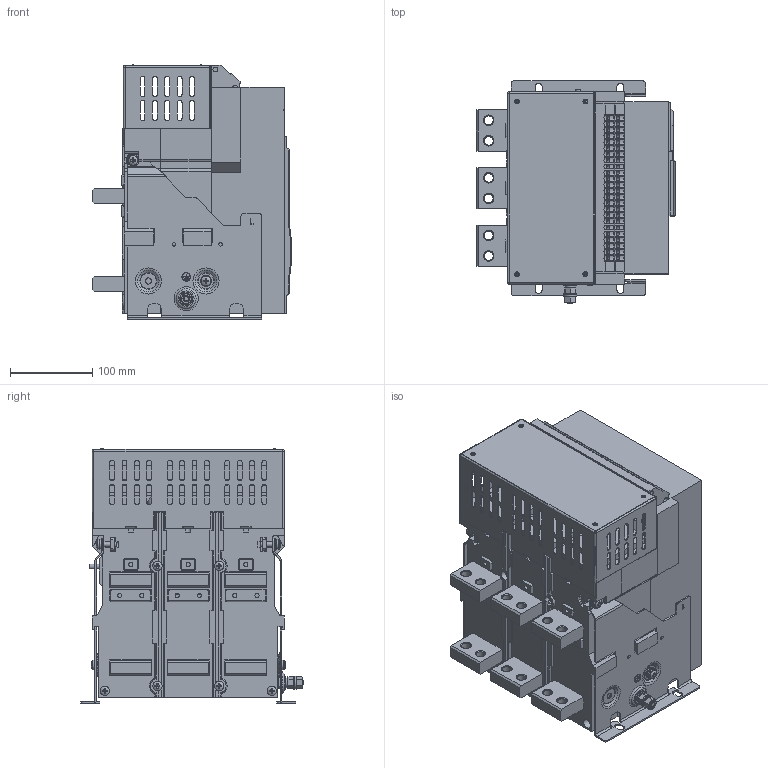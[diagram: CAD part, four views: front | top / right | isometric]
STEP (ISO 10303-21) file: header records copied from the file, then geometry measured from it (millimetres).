
FILE_DESCRIPTION(('STEP AP203'), '1');
FILE_NAME('14.01.03.1.000248 ESQ 臍99-40-0 3F M2C2S2 3H 1000A', '', ('UNSPECIFIED'), ('UNSPECIFIED'), 'C3D Converter', 'C3D Toolkit', '');
FILE_SCHEMA(('CONFIG_CONTROL_DESIGN'));
Length unit declared in the file: millimetre
Products named in the file (1): 14.01.03.1.000248
Bounding box: 242.17 x 270 x 309.32 mm (x, y, z)
Volume: 2795012.6 mm3; surface area: 1095272.6 mm2
Topology: 53 solids, 53 shells, 2251 faces, 5921 edges, 3873 vertices
Faces by surface type: plane 1324, cylinder 441, extrusion 231, cone 104, bspline 84, torus 45, sphere 22
Full cylindrical faces by diameter (mm): 4 x4, 4.2 x4, 4.917 x2, 5 x9, 5.4 x4, 5.5 x48, 5.9 x1, 6 x14, 6.4 x4, 6.5 x6, 6.6 x4, 6.647 x2, 7 x2, 7.5 x4, 8 x1, 8.5 x1, 9 x4, 9.5 x1, 10.5 x1, 10.8 x12, 11 x1, 11.5 x6, 11.8 x1, 12 x14, 14 x4, 16 x3
Entity records: 94233 total; most frequent: CARTESIAN_POINT 21480, ORIENTED_EDGE 11304, DIRECTION 10179, EDGE_CURVE 5652, VECTOR 4005, VERTEX_POINT 3874, LINE 3774, AXIS2_PLACEMENT_3D 3087
